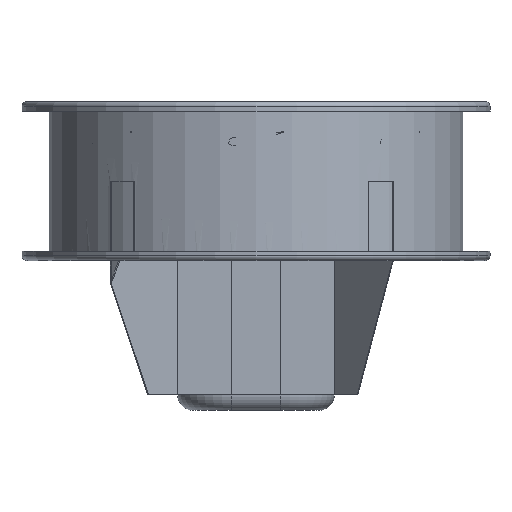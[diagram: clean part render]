
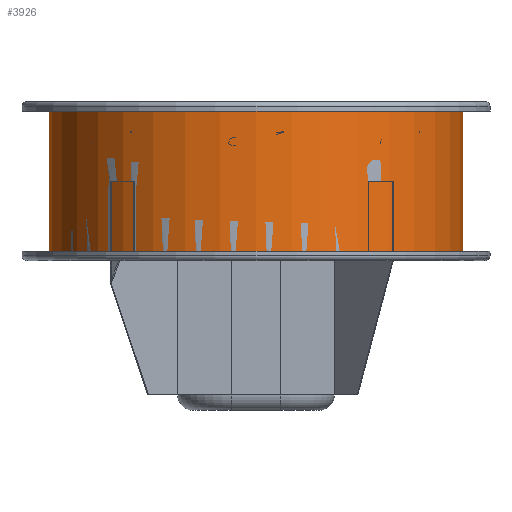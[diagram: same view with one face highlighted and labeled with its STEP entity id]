
A CAD part, front view. The second image highlights one B-rep face of the part: STEP entity #3926.
In plain terms, the highlighted cylindrical face has radius 455.2 mm (diameter 910.4 mm), a partial arc.
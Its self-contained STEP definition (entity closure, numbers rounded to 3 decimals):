
#270 = FACE_OUTER_BOUND ( 'NONE', #8133, .T. ) ;
#581 = DIRECTION ( 'NONE',  ( 0., 0., 1. ) ) ;
#586 = ORIENTED_EDGE ( 'NONE', *, *, #7914, .T. ) ;
#970 = DIRECTION ( 'NONE',  ( 0., 0., 1. ) ) ;
#1209 = AXIS2_PLACEMENT_3D ( 'NONE', #2014, #581, #5790 ) ;
#1850 = ORIENTED_EDGE ( 'NONE', *, *, #4126, .F. ) ;
#2014 = CARTESIAN_POINT ( 'NONE',  ( 0., 0., -259.781 ) ) ;
#2446 = DIRECTION ( 'NONE',  ( 0., 0., 1. ) ) ;
#2607 = VERTEX_POINT ( 'NONE', #5953 ) ;
#2615 = VERTEX_POINT ( 'NONE', #3711 ) ;
#2631 = CARTESIAN_POINT ( 'NONE',  ( 455.2, 0., -259.781 ) ) ;
#3090 = EDGE_CURVE ( 'NONE', #2615, #4002, #4360, .T. ) ;
#3147 = EDGE_CURVE ( 'NONE', #2615, #4689, #5987, .T. ) ;
#3270 = CIRCLE ( 'NONE', #7771, 455.2 ) ;
#3537 = VECTOR ( 'NONE', #8627, 1000. ) ;
#3577 = CARTESIAN_POINT ( 'NONE',  ( -455.2, 0., 69.219 ) ) ;
#3711 = CARTESIAN_POINT ( 'NONE',  ( -455.2, 0., -259.781 ) ) ;
#3926 = ADVANCED_FACE ( 'NONE', ( #270 ), #6772, .T. ) ;
#3988 = ORIENTED_EDGE ( 'NONE', *, *, #3147, .F. ) ;
#4002 = VERTEX_POINT ( 'NONE', #2631 ) ;
#4006 = CARTESIAN_POINT ( 'NONE',  ( 0., 0., 69.219 ) ) ;
#4085 = DIRECTION ( 'NONE',  ( 1., 0., 0. ) ) ;
#4126 = EDGE_CURVE ( 'NONE', #4689, #2607, #3270, .T. ) ;
#4360 = CIRCLE ( 'NONE', #1209, 455.2 ) ;
#4592 = AXIS2_PLACEMENT_3D ( 'NONE', #6043, #2446, #5455 ) ;
#4689 = VERTEX_POINT ( 'NONE', #3577 ) ;
#4819 = LINE ( 'NONE', #6230, #5306 ) ;
#5306 = VECTOR ( 'NONE', #7719, 1000. ) ;
#5455 = DIRECTION ( 'NONE',  ( 1., 0., 0. ) ) ;
#5790 = DIRECTION ( 'NONE',  ( 1., 0., 0. ) ) ;
#5953 = CARTESIAN_POINT ( 'NONE',  ( 455.2, 0., 69.219 ) ) ;
#5987 = LINE ( 'NONE', #7069, #3537 ) ;
#6043 = CARTESIAN_POINT ( 'NONE',  ( 0., 0., 165.741 ) ) ;
#6230 = CARTESIAN_POINT ( 'NONE',  ( 455.2, 0., 165.741 ) ) ;
#6772 = CYLINDRICAL_SURFACE ( 'NONE', #4592, 455.2 ) ;
#7069 = CARTESIAN_POINT ( 'NONE',  ( -455.2, 0., 165.741 ) ) ;
#7719 = DIRECTION ( 'NONE',  ( 0., 0., 1. ) ) ;
#7771 = AXIS2_PLACEMENT_3D ( 'NONE', #4006, #970, #4085 ) ;
#7914 = EDGE_CURVE ( 'NONE', #4002, #2607, #4819, .T. ) ;
#8133 = EDGE_LOOP ( 'NONE', ( #3988, #8789, #586, #1850 ) ) ;
#8627 = DIRECTION ( 'NONE',  ( 0., 0., 1. ) ) ;
#8789 = ORIENTED_EDGE ( 'NONE', *, *, #3090, .T. ) ;
